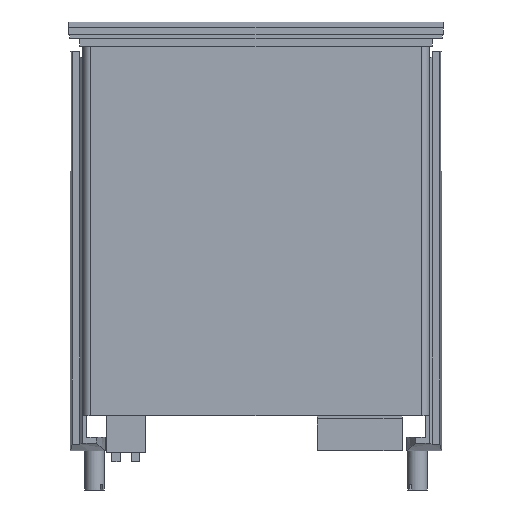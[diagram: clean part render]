
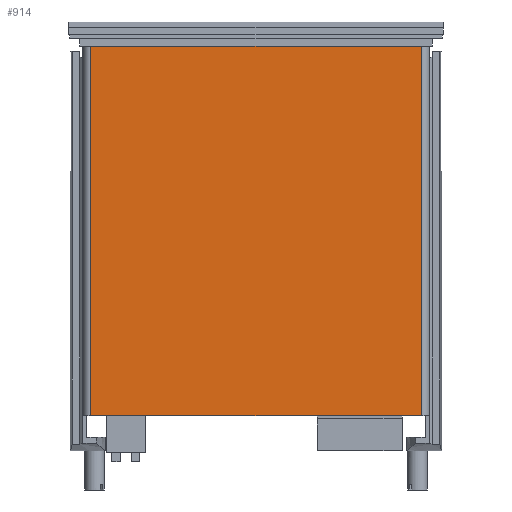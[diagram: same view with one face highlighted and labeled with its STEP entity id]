
A CAD part, front view. The second image highlights one B-rep face of the part: STEP entity #914.
In plain terms, the highlighted planar face has unit normal (0, -1, 0).
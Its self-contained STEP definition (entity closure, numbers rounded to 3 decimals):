
#894=AXIS2_PLACEMENT_3D('Plane Axis2P3D',#891,#892,#893) ;
#252=CARTESIAN_POINT('Vertex',(5.6,3.1,113.8)) ;
#255=CARTESIAN_POINT('Line Origine',(48.,3.1,113.8)) ;
#259=CARTESIAN_POINT('Vertex',(90.4,3.1,113.8)) ;
#867=CARTESIAN_POINT('Vertex',(5.6,3.1,19.)) ;
#872=CARTESIAN_POINT('Line Origine',(5.6,3.1,67.01)) ;
#891=CARTESIAN_POINT('Axis2P3D Location',(90.4,3.1,19.)) ;
#896=CARTESIAN_POINT('Line Origine',(48.,3.1,19.)) ;
#900=CARTESIAN_POINT('Vertex',(90.4,3.1,19.)) ;
#903=CARTESIAN_POINT('Line Origine',(90.4,3.1,66.4)) ;
#256=DIRECTION('Vector Direction',(-1.,0.,0.)) ;
#873=DIRECTION('Vector Direction',(0.,0.,-1.)) ;
#892=DIRECTION('Axis2P3D Direction',(0.,1.,0.)) ;
#893=DIRECTION('Axis2P3D XDirection',(-1.,0.,0.)) ;
#897=DIRECTION('Vector Direction',(-1.,0.,0.)) ;
#904=DIRECTION('Vector Direction',(0.,0.,1.)) ;
#257=VECTOR('Line Direction',#256,1.) ;
#874=VECTOR('Line Direction',#873,1.) ;
#898=VECTOR('Line Direction',#897,1.) ;
#905=VECTOR('Line Direction',#904,1.) ;
#909=ORIENTED_EDGE('',*,*,#261,.T.) ;
#910=ORIENTED_EDGE('',*,*,#876,.F.) ;
#911=ORIENTED_EDGE('',*,*,#902,.F.) ;
#912=ORIENTED_EDGE('',*,*,#907,.T.) ;
#914=ADVANCED_FACE('ACT20D',(#913),#895,.F.) ;
#261=EDGE_CURVE('',#260,#253,#258,.T.) ;
#876=EDGE_CURVE('',#868,#253,#875,.F.) ;
#902=EDGE_CURVE('',#901,#868,#899,.T.) ;
#907=EDGE_CURVE('',#901,#260,#906,.T.) ;
#908=EDGE_LOOP('',(#909,#910,#911,#912)) ;
#913=FACE_OUTER_BOUND('',#908,.T.) ;
#258=LINE('Line',#255,#257) ;
#875=LINE('Line',#872,#874) ;
#899=LINE('Line',#896,#898) ;
#906=LINE('Line',#903,#905) ;
#895=PLANE('',#894) ;
#253=VERTEX_POINT('',#252) ;
#260=VERTEX_POINT('',#259) ;
#868=VERTEX_POINT('',#867) ;
#901=VERTEX_POINT('',#900) ;
